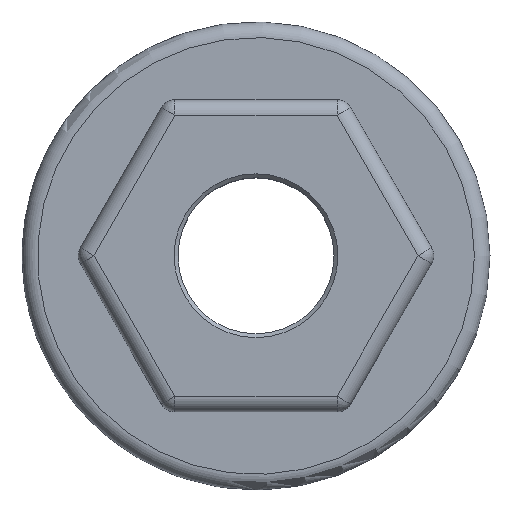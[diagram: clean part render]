
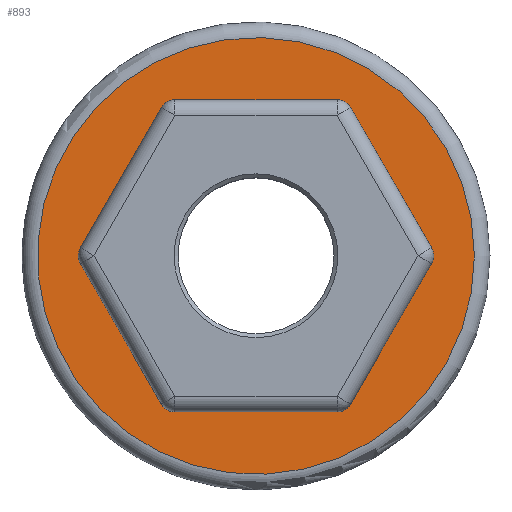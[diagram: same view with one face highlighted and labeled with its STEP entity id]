
A CAD part, top view. The second image highlights one B-rep face of the part: STEP entity #893.
In plain terms, the highlighted planar face has unit normal (0, 0, 1).
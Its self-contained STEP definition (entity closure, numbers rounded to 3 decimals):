
#269=CARTESIAN_POINT('',(5.196,-10.,2.));
#270=VERTEX_POINT('',#269);
#271=CARTESIAN_POINT('',(6.062,-9.5,2.));
#272=VERTEX_POINT('',#271);
#273=CARTESIAN_POINT('',(5.196,-9.,2.));
#274=DIRECTION('',(0.,-1.,0.));
#275=DIRECTION('',(0.,-0.,1.));
#276=AXIS2_PLACEMENT_3D('',#273,#275,#274);
#277=CIRCLE('',#276,1.);
#278=EDGE_CURVE('',#270,#272,#277,.T.);
#334=CARTESIAN_POINT('',(-6.062,-9.5,2.));
#335=VERTEX_POINT('',#334);
#336=CARTESIAN_POINT('',(-5.196,-10.,2.));
#337=VERTEX_POINT('',#336);
#338=CARTESIAN_POINT('',(-5.196,-9.,2.));
#339=DIRECTION('',(-0.866,-0.5,0.));
#340=DIRECTION('',(-0.,0.,1.));
#341=AXIS2_PLACEMENT_3D('',#338,#340,#339);
#342=CIRCLE('',#341,1.);
#343=EDGE_CURVE('',#335,#337,#342,.T.);
#416=CARTESIAN_POINT('',(11.258,-0.5,2.));
#417=VERTEX_POINT('',#416);
#418=CARTESIAN_POINT('',(11.258,0.5,2.));
#419=VERTEX_POINT('',#418);
#420=CARTESIAN_POINT('',(10.392,0.,2.));
#421=DIRECTION('',(0.866,-0.5,0.));
#422=DIRECTION('',(0.,0.,1.));
#423=AXIS2_PLACEMENT_3D('',#420,#422,#421);
#424=CIRCLE('',#423,1.);
#425=EDGE_CURVE('',#417,#419,#424,.T.);
#481=CARTESIAN_POINT('',(-11.258,0.5,2.));
#482=VERTEX_POINT('',#481);
#483=CARTESIAN_POINT('',(-11.258,-0.5,2.));
#484=VERTEX_POINT('',#483);
#485=CARTESIAN_POINT('',(-10.392,0.,2.));
#486=DIRECTION('',(-0.866,0.5,0.));
#487=DIRECTION('',(0.,0.,1.));
#488=AXIS2_PLACEMENT_3D('',#485,#487,#486);
#489=CIRCLE('',#488,1.);
#490=EDGE_CURVE('',#482,#484,#489,.T.);
#563=CARTESIAN_POINT('',(6.062,9.5,2.));
#564=VERTEX_POINT('',#563);
#565=CARTESIAN_POINT('',(5.196,10.,2.));
#566=VERTEX_POINT('',#565);
#567=CARTESIAN_POINT('',(5.196,9.,2.));
#568=DIRECTION('',(0.866,0.5,0.));
#569=DIRECTION('',(0.,0.,1.));
#570=AXIS2_PLACEMENT_3D('',#567,#569,#568);
#571=CIRCLE('',#570,1.);
#572=EDGE_CURVE('',#564,#566,#571,.T.);
#628=CARTESIAN_POINT('',(-5.196,10.,2.));
#629=VERTEX_POINT('',#628);
#630=CARTESIAN_POINT('',(-6.062,9.5,2.));
#631=VERTEX_POINT('',#630);
#632=CARTESIAN_POINT('',(-5.196,9.,2.));
#633=DIRECTION('',(0.,1.,0.));
#634=DIRECTION('',(0.,0.,1.));
#635=AXIS2_PLACEMENT_3D('',#632,#634,#633);
#636=CIRCLE('',#635,1.);
#637=EDGE_CURVE('',#629,#631,#636,.T.);
#731=CARTESIAN_POINT('',(-5.196,-10.,2.));
#732=DIRECTION('',(1.,0.,0.));
#733=VECTOR('',#732,10.392);
#734=LINE('',#731,#733);
#735=EDGE_CURVE('',#337,#270,#734,.T.);
#748=CARTESIAN_POINT('',(-11.258,-0.5,2.));
#749=DIRECTION('',(0.5,-0.866,0.));
#750=VECTOR('',#749,10.392);
#751=LINE('',#748,#750);
#752=EDGE_CURVE('',#484,#335,#751,.T.);
#765=CARTESIAN_POINT('',(-6.062,9.5,2.));
#766=DIRECTION('',(-0.5,-0.866,0.));
#767=VECTOR('',#766,10.392);
#768=LINE('',#765,#767);
#769=EDGE_CURVE('',#631,#482,#768,.T.);
#790=CARTESIAN_POINT('',(-4.326,13.315,2.));
#791=VERTEX_POINT('',#790);
#799=CARTESIAN_POINT('',(14.,0.,2.));
#800=VERTEX_POINT('',#799);
#801=CARTESIAN_POINT('',(0.,0.,2.));
#802=DIRECTION('',(-0.309,0.951,0.));
#803=DIRECTION('',(0.,-0.,-1.));
#804=AXIS2_PLACEMENT_3D('',#801,#803,#802);
#805=CIRCLE('',#804,14.);
#806=EDGE_CURVE('',#791,#800,#805,.T.);
#808=CARTESIAN_POINT('',(0.,0.,2.));
#809=DIRECTION('',(1.,0.,0.));
#810=DIRECTION('',(0.,0.,-1.));
#811=AXIS2_PLACEMENT_3D('',#808,#810,#809);
#812=CIRCLE('',#811,14.);
#813=EDGE_CURVE('',#800,#791,#812,.T.);
#855=CARTESIAN_POINT('',(0.,0.,2.));
#856=DIRECTION('',(1.,0.,0.));
#857=DIRECTION('',(0.,0.,1.));
#858=AXIS2_PLACEMENT_3D('',#855,#857,#856);
#859=PLANE('',#858);
#860=ORIENTED_EDGE('',*,*,#806,.F.);
#861=ORIENTED_EDGE('',*,*,#813,.F.);
#862=EDGE_LOOP('',(#860,#861));
#863=FACE_OUTER_BOUND('',#862,.T.);
#864=ORIENTED_EDGE('',*,*,#752,.F.);
#865=ORIENTED_EDGE('',*,*,#490,.F.);
#866=ORIENTED_EDGE('',*,*,#769,.F.);
#867=ORIENTED_EDGE('',*,*,#637,.F.);
#868=CARTESIAN_POINT('',(-5.196,10.,2.));
#869=DIRECTION('',(1.,0.,0.));
#870=VECTOR('',#869,10.392);
#871=LINE('',#868,#870);
#872=EDGE_CURVE('',#629,#566,#871,.T.);
#873=ORIENTED_EDGE('E72',*,*,#872,.T.);
#874=ORIENTED_EDGE('E72',*,*,#572,.F.);
#875=CARTESIAN_POINT('',(6.062,9.5,2.));
#876=DIRECTION('',(0.5,-0.866,0.));
#877=VECTOR('',#876,10.392);
#878=LINE('',#875,#877);
#879=EDGE_CURVE('',#564,#419,#878,.T.);
#880=ORIENTED_EDGE('E73',*,*,#879,.T.);
#881=ORIENTED_EDGE('E73',*,*,#425,.F.);
#882=CARTESIAN_POINT('',(11.258,-0.5,2.));
#883=DIRECTION('',(-0.5,-0.866,0.));
#884=VECTOR('',#883,10.392);
#885=LINE('',#882,#884);
#886=EDGE_CURVE('',#417,#272,#885,.T.);
#887=ORIENTED_EDGE('E74',*,*,#886,.T.);
#888=ORIENTED_EDGE('E74',*,*,#278,.F.);
#889=ORIENTED_EDGE('E74',*,*,#735,.F.);
#890=ORIENTED_EDGE('E74',*,*,#343,.F.);
#891=EDGE_LOOP('',(#864,#865,#866,#867,#873,#874,#880,#881,#887,#888,#889,#890));
#892=FACE_BOUND('',#891,.T.);
#893=ADVANCED_FACE('F29',(#863,#892),#859,.T.);
